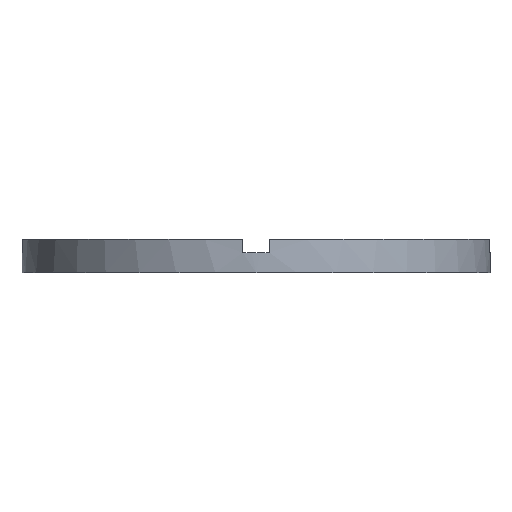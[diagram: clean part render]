
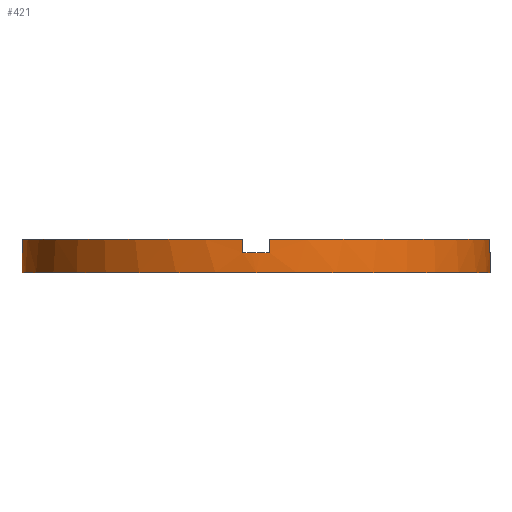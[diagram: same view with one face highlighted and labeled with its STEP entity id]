
A CAD part, front view. The second image highlights one B-rep face of the part: STEP entity #421.
In plain terms, the highlighted cylindrical face has radius 17.5 mm (diameter 35 mm), a partial arc.
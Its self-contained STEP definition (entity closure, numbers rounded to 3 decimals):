
#6 = CIRCLE ( 'NONE', #725, 17.5 ) ;
#9 = DIRECTION ( 'NONE',  ( 1., 0., 0. ) ) ;
#19 = VECTOR ( 'NONE', #117, 1000. ) ;
#31 = ORIENTED_EDGE ( 'NONE', *, *, #509, .T. ) ;
#32 = VERTEX_POINT ( 'NONE', #736 ) ;
#37 = ORIENTED_EDGE ( 'NONE', *, *, #283, .F. ) ;
#39 = VERTEX_POINT ( 'NONE', #221 ) ;
#41 = DIRECTION ( 'NONE',  ( 0., 0., -1. ) ) ;
#56 = VERTEX_POINT ( 'NONE', #137 ) ;
#62 = EDGE_LOOP ( 'NONE', ( #618, #37, #545, #559, #358, #133, #552, #284, #527, #142, #31, #288 ) ) ;
#68 = VERTEX_POINT ( 'NONE', #592 ) ;
#84 = CARTESIAN_POINT ( 'NONE',  ( 0., 0., 2.5 ) ) ;
#91 = CARTESIAN_POINT ( 'NONE',  ( -1., -17.471, 2.5 ) ) ;
#96 = EDGE_CURVE ( 'NONE', #529, #56, #493, .T. ) ;
#105 = EDGE_CURVE ( 'NONE', #606, #56, #749, .T. ) ;
#117 = DIRECTION ( 'NONE',  ( 0., 0., 1. ) ) ;
#132 = CARTESIAN_POINT ( 'NONE',  ( 0., 0., 2.5 ) ) ;
#133 = ORIENTED_EDGE ( 'NONE', *, *, #517, .F. ) ;
#137 = CARTESIAN_POINT ( 'NONE',  ( 17.471, -1., 2.5 ) ) ;
#142 = ORIENTED_EDGE ( 'NONE', *, *, #246, .F. ) ;
#149 = LINE ( 'NONE', #755, #390 ) ;
#151 = CIRCLE ( 'NONE', #584, 17.5 ) ;
#152 = DIRECTION ( 'NONE',  ( 0., 0., -1. ) ) ;
#169 = CARTESIAN_POINT ( 'NONE',  ( 0., 0., 1.5 ) ) ;
#174 = CIRCLE ( 'NONE', #616, 17.5 ) ;
#177 = LINE ( 'NONE', #484, #690 ) ;
#190 = CARTESIAN_POINT ( 'NONE',  ( 1., -17.471, 2.5 ) ) ;
#198 = DIRECTION ( 'NONE',  ( 1., 0., 0. ) ) ;
#216 = VECTOR ( 'NONE', #591, 1000. ) ;
#221 = CARTESIAN_POINT ( 'NONE',  ( -17.471, -1., 2.5 ) ) ;
#242 = LINE ( 'NONE', #190, #774 ) ;
#243 = EDGE_CURVE ( 'NONE', #368, #375, #524, .T. ) ;
#246 = EDGE_CURVE ( 'NONE', #32, #518, #6, .T. ) ;
#252 = DIRECTION ( 'NONE',  ( 0., 0., 1. ) ) ;
#264 = CARTESIAN_POINT ( 'NONE',  ( 17.471, -1., 1.5 ) ) ;
#271 = EDGE_CURVE ( 'NONE', #606, #299, #242, .T. ) ;
#272 = VERTEX_POINT ( 'NONE', #719 ) ;
#275 = DIRECTION ( 'NONE',  ( 1., 0., 0. ) ) ;
#283 = EDGE_CURVE ( 'NONE', #529, #778, #519, .T. ) ;
#284 = ORIENTED_EDGE ( 'NONE', *, *, #408, .F. ) ;
#288 = ORIENTED_EDGE ( 'NONE', *, *, #446, .T. ) ;
#299 = VERTEX_POINT ( 'NONE', #440 ) ;
#322 = DIRECTION ( 'NONE',  ( 1., 0., 0. ) ) ;
#349 = DIRECTION ( 'NONE',  ( 0., 0., 1. ) ) ;
#358 = ORIENTED_EDGE ( 'NONE', *, *, #271, .T. ) ;
#368 = VERTEX_POINT ( 'NONE', #573 ) ;
#374 = EDGE_CURVE ( 'NONE', #778, #68, #149, .T. ) ;
#375 = VERTEX_POINT ( 'NONE', #91 ) ;
#390 = VECTOR ( 'NONE', #41, 1000. ) ;
#395 = AXIS2_PLACEMENT_3D ( 'NONE', #410, #349, #657 ) ;
#408 = EDGE_CURVE ( 'NONE', #39, #375, #174, .T. ) ;
#410 = CARTESIAN_POINT ( 'NONE',  ( 0., 0., 1.5 ) ) ;
#421 = ADVANCED_FACE ( 'NONE', ( #687 ), #424, .T. ) ;
#423 = VECTOR ( 'NONE', #634, 1000. ) ;
#424 = CYLINDRICAL_SURFACE ( 'NONE', #548, 17.5 ) ;
#440 = CARTESIAN_POINT ( 'NONE',  ( 1., -17.471, 1.5 ) ) ;
#446 = EDGE_CURVE ( 'NONE', #272, #68, #672, .T. ) ;
#468 = DIRECTION ( 'NONE',  ( 0., 0., -1. ) ) ;
#477 = DIRECTION ( 'NONE',  ( 0., 0., 1. ) ) ;
#484 = CARTESIAN_POINT ( 'NONE',  ( -17.471, -1., 2.5 ) ) ;
#493 = LINE ( 'NONE', #535, #216 ) ;
#494 = CARTESIAN_POINT ( 'NONE',  ( 17.5, 0., 1.5 ) ) ;
#496 = CARTESIAN_POINT ( 'NONE',  ( 0., 0., 2.5 ) ) ;
#504 = AXIS2_PLACEMENT_3D ( 'NONE', #600, #753, #198 ) ;
#506 = CARTESIAN_POINT ( 'NONE',  ( -17.471, -1., 1.5 ) ) ;
#509 = EDGE_CURVE ( 'NONE', #32, #272, #689, .T. ) ;
#517 = EDGE_CURVE ( 'NONE', #368, #299, #151, .T. ) ;
#518 = VERTEX_POINT ( 'NONE', #506 ) ;
#519 = CIRCLE ( 'NONE', #395, 17.5 ) ;
#524 = LINE ( 'NONE', #637, #19 ) ;
#527 = ORIENTED_EDGE ( 'NONE', *, *, #576, .T. ) ;
#529 = VERTEX_POINT ( 'NONE', #264 ) ;
#535 = CARTESIAN_POINT ( 'NONE',  ( 17.471, -1., 2.5 ) ) ;
#545 = ORIENTED_EDGE ( 'NONE', *, *, #96, .T. ) ;
#548 = AXIS2_PLACEMENT_3D ( 'NONE', #84, #551, #686 ) ;
#551 = DIRECTION ( 'NONE',  ( 0., 0., -1. ) ) ;
#552 = ORIENTED_EDGE ( 'NONE', *, *, #243, .T. ) ;
#559 = ORIENTED_EDGE ( 'NONE', *, *, #105, .F. ) ;
#573 = CARTESIAN_POINT ( 'NONE',  ( -1., -17.471, 1.5 ) ) ;
#576 = EDGE_CURVE ( 'NONE', #39, #518, #177, .T. ) ;
#583 = CARTESIAN_POINT ( 'NONE',  ( -17.5, 0., 2.5 ) ) ;
#584 = AXIS2_PLACEMENT_3D ( 'NONE', #631, #691, #700 ) ;
#591 = DIRECTION ( 'NONE',  ( 0., 0., 1. ) ) ;
#592 = CARTESIAN_POINT ( 'NONE',  ( 17.5, 0., 0. ) ) ;
#600 = CARTESIAN_POINT ( 'NONE',  ( 0., 0., 0. ) ) ;
#606 = VERTEX_POINT ( 'NONE', #685 ) ;
#611 = AXIS2_PLACEMENT_3D ( 'NONE', #132, #477, #9 ) ;
#616 = AXIS2_PLACEMENT_3D ( 'NONE', #496, #252, #322 ) ;
#618 = ORIENTED_EDGE ( 'NONE', *, *, #374, .F. ) ;
#631 = CARTESIAN_POINT ( 'NONE',  ( 0., 0., 1.5 ) ) ;
#634 = DIRECTION ( 'NONE',  ( 0., 0., -1. ) ) ;
#637 = CARTESIAN_POINT ( 'NONE',  ( -1., -17.471, 2.5 ) ) ;
#657 = DIRECTION ( 'NONE',  ( 1., 0., 0. ) ) ;
#672 = CIRCLE ( 'NONE', #504, 17.5 ) ;
#685 = CARTESIAN_POINT ( 'NONE',  ( 1., -17.471, 2.5 ) ) ;
#686 = DIRECTION ( 'NONE',  ( -1., 0., 0. ) ) ;
#687 = FACE_OUTER_BOUND ( 'NONE', #62, .T. ) ;
#689 = LINE ( 'NONE', #583, #423 ) ;
#690 = VECTOR ( 'NONE', #152, 1000. ) ;
#691 = DIRECTION ( 'NONE',  ( 0., 0., 1. ) ) ;
#700 = DIRECTION ( 'NONE',  ( 1., 0., 0. ) ) ;
#714 = DIRECTION ( 'NONE',  ( 0., 0., 1. ) ) ;
#719 = CARTESIAN_POINT ( 'NONE',  ( -17.5, 0., 0. ) ) ;
#725 = AXIS2_PLACEMENT_3D ( 'NONE', #169, #714, #275 ) ;
#736 = CARTESIAN_POINT ( 'NONE',  ( -17.5, 0., 1.5 ) ) ;
#749 = CIRCLE ( 'NONE', #611, 17.5 ) ;
#753 = DIRECTION ( 'NONE',  ( 0., 0., 1. ) ) ;
#755 = CARTESIAN_POINT ( 'NONE',  ( 17.5, 0., 2.5 ) ) ;
#774 = VECTOR ( 'NONE', #468, 1000. ) ;
#778 = VERTEX_POINT ( 'NONE', #494 ) ;
